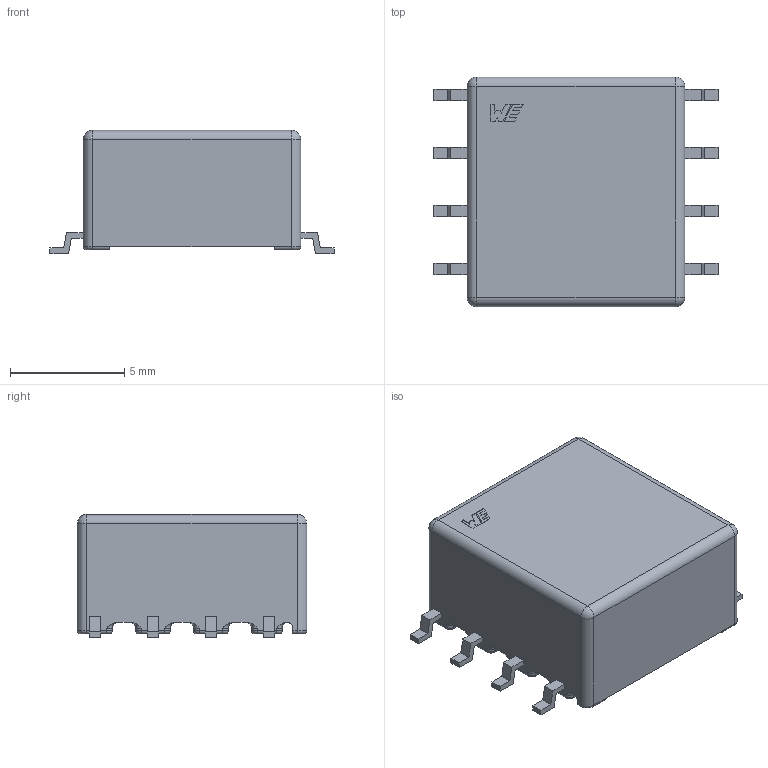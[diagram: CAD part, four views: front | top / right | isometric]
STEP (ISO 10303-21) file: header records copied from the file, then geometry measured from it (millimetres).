
FILE_DESCRIPTION(/* description */ ('Unknown'),/* implementation_level */ '2;1');
FILE_NAME(/* name */ 'T_Wurth_WE-GDT-1210',/* time_stamp */ '2025-09-08T14:16:08+08:00',/* author */ ('Unknown'),/* organization */ ('Unknown'),/* preprocessor_version */ 'ST-DEVELOPER v19.4',/* originating_system */ 'Solid Edge',/* authorisation */ 'Unknown');
FILE_SCHEMA (('AUTOMOTIVE_DESIGN {1 0 10303 214 3 1 1}'));
Length unit declared in the file: millimetre
Products named in the file (2): T_Wurth_WE-GDT-1210
Assembly tree (1 placements, depth 2):
  T_Wurth_WE-GDT-1210
    T_Wurth_WE-GDT-1210
Bounding box: 12.46 x 10.06 x 5.4 mm (x, y, z)
Volume: 259.1 mm3; surface area: 640.8 mm2
Topology: 1 solids, 1 shells, 317 faces, 795 edges, 488 vertices
Faces by surface type: plane 151, cylinder 94, torus 68, sphere 4
Entity records: 11698 total; most frequent: CARTESIAN_POINT 1772, DIRECTION 1649, ORIENTED_EDGE 1582, EDGE_CURVE 791, AXIS2_PLACEMENT_3D 577, LINE 495, VECTOR 495, VERTEX_POINT 488
